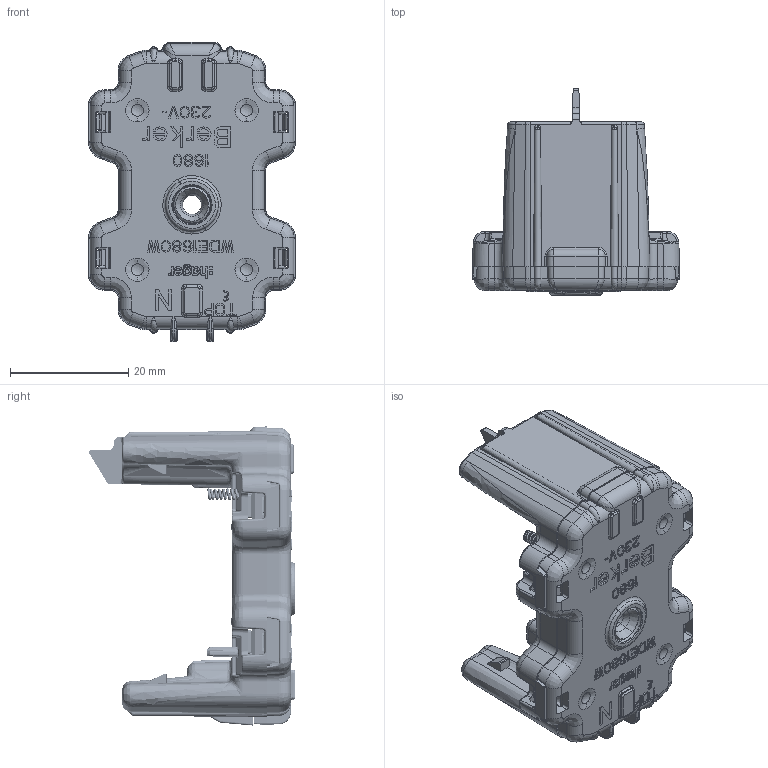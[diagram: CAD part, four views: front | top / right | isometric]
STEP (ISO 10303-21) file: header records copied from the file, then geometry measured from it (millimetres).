
FILE_DESCRIPTION((''),'2;1');
FILE_NAME('WDE1680W_ASM','2025-04-03T09:47:06',('bassanm'),(''),'CREO PARAMETRIC BY PTC INC, 2023154','CREO PARAMETRIC BY PTC INC, 2023154','');
FILE_SCHEMA(('CONFIG_CONTROL_DESIGN','SHAPE_APPEARANCE_LAYERS_GROUPS'));
Products named in the file (7): W4G0490_00; W3R0024_00; 9024489000; 9024488000; 9003865000; 9201714000_002; WDE1680W_ASM
Assembly tree (7 placements, depth 2):
  WDE1680W_ASM
    W4G0490_00
    W3R0024_00
    9024489000
    9024488000
    9003865000  x2
    9201714000_002
Bounding box: 35 x 34.94 x 50.66 mm (x, y, z)
Volume: 7703.3 mm3; surface area: 17298.2 mm2
Topology: 6 solids, 7 shells, 4251 faces, 11689 edges, 7414 vertices
Faces by surface type: plane 2110, cylinder 935, bspline 720, cone 148, extrusion 128, torus 120, sphere 86, revolution 4
Entity records: 186723 total; most frequent: CARTESIAN_POINT 85199, ORIENTED_EDGE 23118, DIRECTION 17673, EDGE_CURVE 11559, VERTEX_POINT 7394, VECTOR 7079, LINE 6951, AXIS2_PLACEMENT_3D 5295
